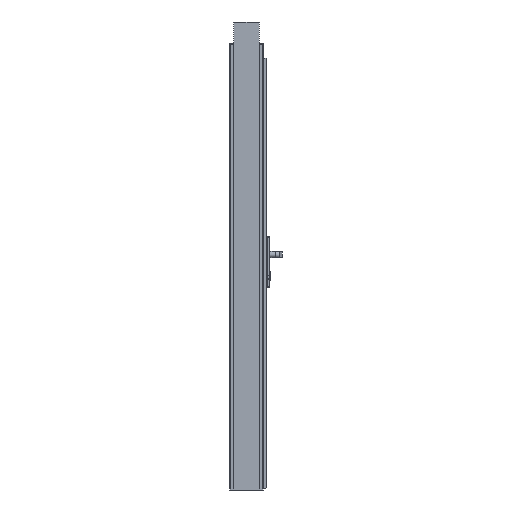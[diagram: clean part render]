
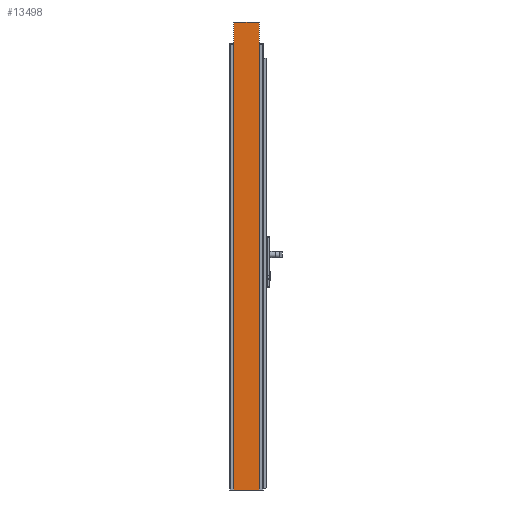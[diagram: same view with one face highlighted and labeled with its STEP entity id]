
A CAD part, left-side view. The second image highlights one B-rep face of the part: STEP entity #13498.
In plain terms, the highlighted planar face has unit normal (-1, 0, 0).
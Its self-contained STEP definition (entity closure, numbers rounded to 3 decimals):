
#13498=ADVANCED_FACE('',(#26608),#21233,.T.);
#21233=PLANE('',#138179);
#26608=FACE_OUTER_BOUND('',#33198,.T.);
#33198=EDGE_LOOP('',(#42534,#42535,#42536,#42537));
#42534=ORIENTED_EDGE('',*,*,#92038,.T.);
#42535=ORIENTED_EDGE('',*,*,#92037,.T.);
#42536=ORIENTED_EDGE('',*,*,#92039,.F.);
#42537=ORIENTED_EDGE('',*,*,#92017,.T.);
#79616=VERTEX_POINT('',#182741);
#79618=VERTEX_POINT('',#182744);
#79630=VERTEX_POINT('',#182780);
#79631=VERTEX_POINT('',#182782);
#92017=EDGE_CURVE('',#79618,#79616,#110572,.T.);
#92037=EDGE_CURVE('',#79630,#79631,#110592,.T.);
#92038=EDGE_CURVE('',#79616,#79630,#110593,.T.);
#92039=EDGE_CURVE('',#79618,#79631,#110594,.T.);
#110572=LINE('',#182743,#124372);
#110592=LINE('',#182783,#124392);
#110593=LINE('',#182785,#124393);
#110594=LINE('',#182786,#124394);
#124372=VECTOR('',#148430,1.);
#124392=VECTOR('',#148462,1.);
#124393=VECTOR('',#148465,1.);
#124394=VECTOR('',#148466,1.);
#138179=AXIS2_PLACEMENT_3D('',#182787,#148467,#148468);
#148430=DIRECTION('',(0.,-1.,0.));
#148462=DIRECTION('',(0.,1.,0.));
#148465=DIRECTION('',(0.,0.,1.));
#148466=DIRECTION('',(0.,0.,1.));
#148467=DIRECTION('',(-1.,0.,0.));
#148468=DIRECTION('',(0.,0.,1.));
#182741=CARTESIAN_POINT('',(-490.,-6.2,-8.));
#182743=CARTESIAN_POINT('',(-490.,113.2,-8.));
#182744=CARTESIAN_POINT('',(-490.,113.2,-8.));
#182780=CARTESIAN_POINT('',(-490.,-6.2,2202.));
#182782=CARTESIAN_POINT('',(-490.,113.2,2202.));
#182783=CARTESIAN_POINT('',(-490.,113.2,2202.));
#182785=CARTESIAN_POINT('',(-490.,-6.2,2202.));
#182786=CARTESIAN_POINT('',(-490.,113.2,2202.));
#182787=CARTESIAN_POINT('',(-490.,113.2,2202.));
